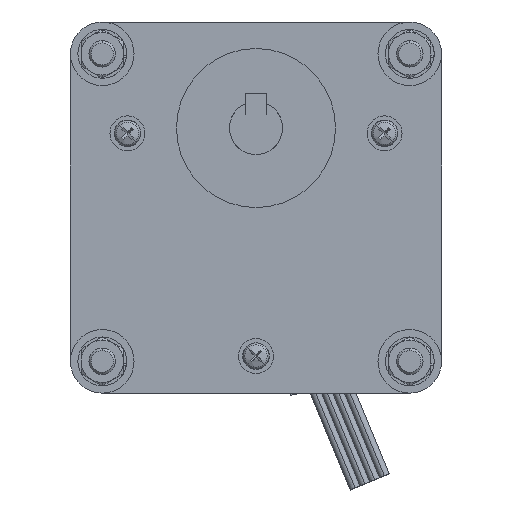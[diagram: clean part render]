
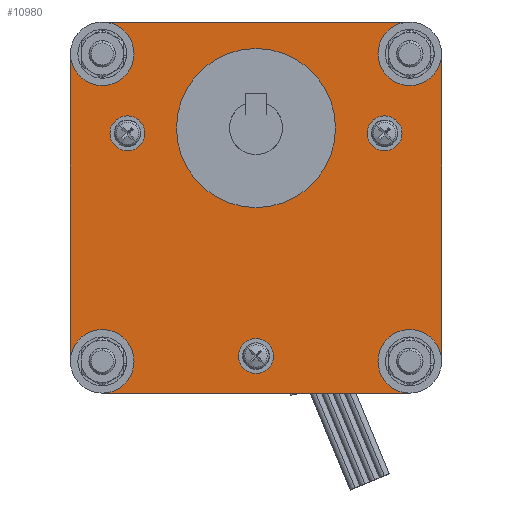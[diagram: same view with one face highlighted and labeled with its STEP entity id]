
A CAD part, left-side view. The second image highlights one B-rep face of the part: STEP entity #10980.
In plain terms, the highlighted planar face has unit normal (-1, 0, 0).
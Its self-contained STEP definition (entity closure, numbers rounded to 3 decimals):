
#10252=CARTESIAN_POINT('POINT9559',(1.,35.,-44.));
#10253=VERTEX_POINT('VERTEX9559',#10252);
#10260=CARTESIAN_POINT('POINT9560',(1.,35.,14.));
#10261=VERTEX_POINT('VERTEX9560',#10260);
#10262=CARTESIAN_POINT('POS13572',(1.,35.,14.));
#10263=DIRECTION('DIR20281',(0.,0.,-1.));
#10264=VECTOR('VEC6863',#10263,1.);
#10265=LINE('STRAIGHT6863',#10262,#10264);
#10266=EDGE_CURVE('EDGE15364',#10261,#10253,#10265,.T.);
#10282=CARTESIAN_POINT('POINT9561',(1.,29.,20.));
#10283=VERTEX_POINT('VERTEX9561',#10282);
#10306=CARTESIAN_POINT('POINT9563',(1.,29.,8.));
#10307=VERTEX_POINT('VERTEX9563',#10306);
#10308=CARTESIAN_POINT('POS13578',(1.,29.,
   14.));
#10309=DIRECTION('DIR20289',(1.,0.,0.));
#10310=DIRECTION('DIR20290',(0.,0.,-1.));
#10311=AXIS2_PLACEMENT_3D('AXIS6712',#10308,#10309,#10310);
#10312=CIRCLE('ELLIPSE2870',#10311,6.);
#10313=EDGE_CURVE('EDGE15369',#10307,#10261,#10312,.T.);
#10333=EDGE_CURVE('EDGE15371',#10283,#10307,#10312,.T.);
#10347=CARTESIAN_POINT('POINT9565',(1.,-29.,20.));
#10348=VERTEX_POINT('VERTEX9565',#10347);
#10349=CARTESIAN_POINT('POS13582',(1.,-29.,20.));
#10350=DIRECTION('DIR20295',(0.,1.,0.));
#10351=VECTOR('VEC6869',#10350,1.);
#10352=LINE('STRAIGHT6869',#10349,#10351);
#10353=EDGE_CURVE('EDGE15373',#10348,#10283,#10352,.T.);
#10369=CARTESIAN_POINT('POINT9566',(1.,-35.,14.));
#10370=VERTEX_POINT('VERTEX9566',#10369);
#10393=CARTESIAN_POINT('POINT9568',(1.,-23.,14.));
#10394=VERTEX_POINT('VERTEX9568',#10393);
#10395=CARTESIAN_POINT('POS13588',(1.,-29.,
   14.));
#10396=DIRECTION('DIR20303',(1.,0.,0.));
#10397=DIRECTION('DIR20304',(0.,0.,-1.));
#10398=AXIS2_PLACEMENT_3D('AXIS6716',#10395,#10396,#10397);
#10399=CIRCLE('ELLIPSE2872',#10398,6.);
#10400=EDGE_CURVE('EDGE15378',#10394,#10348,#10399,.T.);
#10421=EDGE_CURVE('EDGE15380',#10370,#10394,#10399,.T.);
#10442=CARTESIAN_POINT('POINT9570',(1.,29.,-50.));
#10443=VERTEX_POINT('VERTEX9570',#10442);
#10450=CARTESIAN_POINT('POINT9571',(1.,23.,-44.));
#10451=VERTEX_POINT('VERTEX9571',#10450);
#10452=CARTESIAN_POINT('POS13594',(1.,29.,-44.));
#10453=DIRECTION('DIR20312',(1.,0.,0.));
#10454=DIRECTION('DIR20313',(0.,0.,-1.));
#10455=AXIS2_PLACEMENT_3D('AXIS6719',#10452,#10453,#10454);
#10456=CIRCLE('ELLIPSE2874',#10455,6.);
#10457=EDGE_CURVE('EDGE15384',#10451,#10443,#10456,.T.);
#10478=EDGE_CURVE('EDGE15386',#10253,#10451,#10456,.T.);
#10483=CARTESIAN_POINT('POINT9572',(1.,0.,-39.7));
#10484=VERTEX_POINT('VERTEX9572',#10483);
#10491=CARTESIAN_POINT('POINT9573',(1.,
   0.,-46.3));
#10492=VERTEX_POINT('VERTEX9573',#10491);
#10493=CARTESIAN_POINT('POS13598',(1.,0.,
   -43.));
#10494=DIRECTION('DIR20318',(1.,0.,0.));
#10495=DIRECTION('DIR20319',(0.,0.,1.));
#10496=AXIS2_PLACEMENT_3D('AXIS6721',#10493,#10494,#10495);
#10497=CIRCLE('ELLIPSE2875',#10496,3.3);
#10498=EDGE_CURVE('EDGE15388',#10492,#10484,#10497,.T.);
#10518=EDGE_CURVE('EDGE15390',#10484,#10492,#10497,.T.);
#10523=CARTESIAN_POINT('POINT9574',(1.,
   -24.249,2.3));
#10524=VERTEX_POINT('VERTEX9574',#10523);
#10531=CARTESIAN_POINT('POINT9575',(1.,
   -24.249,-4.3));
#10532=VERTEX_POINT('VERTEX9575',#10531);
#10533=CARTESIAN_POINT('POS13602',(1.,
   -24.249,-1.));
#10534=DIRECTION('DIR20324',(1.,0.,0.));
#10535=DIRECTION('DIR20325',(0.,0.,1.));
#10536=AXIS2_PLACEMENT_3D('AXIS6723',#10533,#10534,#10535);
#10537=CIRCLE('ELLIPSE2876',#10536,3.3);
#10538=EDGE_CURVE('EDGE15392',#10532,#10524,#10537,.T.);
#10558=EDGE_CURVE('EDGE15394',#10524,#10532,#10537,.T.);
#10563=CARTESIAN_POINT('POINT9576',(1.,
   24.249,2.3));
#10564=VERTEX_POINT('VERTEX9576',#10563);
#10571=CARTESIAN_POINT('POINT9577',(1.,
   24.249,-4.3));
#10572=VERTEX_POINT('VERTEX9577',#10571);
#10573=CARTESIAN_POINT('POS13606',(1.,
   24.249,-1.));
#10574=DIRECTION('DIR20330',(1.,0.,0.));
#10575=DIRECTION('DIR20331',(0.,0.,1.));
#10576=AXIS2_PLACEMENT_3D('AXIS6725',#10573,#10574,#10575);
#10577=CIRCLE('ELLIPSE2877',#10576,3.3);
#10578=EDGE_CURVE('EDGE15396',#10572,#10564,#10577,.T.);
#10598=EDGE_CURVE('EDGE15398',#10564,#10572,#10577,.T.);
#10603=CARTESIAN_POINT('POINT9578',(1.,
   0.,15.));
#10604=VERTEX_POINT('VERTEX9578',#10603);
#10612=CARTESIAN_POINT('POINT9579',(1.,0.,
   -15.));
#10613=VERTEX_POINT('VERTEX9579',#10612);
#10620=CARTESIAN_POINT('POS13611',(1.,0.,
   0.));
#10621=DIRECTION('DIR20337',(1.,0.,0.));
#10622=DIRECTION('DIR20338',(0.,0.,1.));
#10623=AXIS2_PLACEMENT_3D('AXIS6727',#10620,#10621,#10622);
#10624=CIRCLE('ELLIPSE2878',#10623,15.);
#10625=EDGE_CURVE('EDGE15401',#10604,#10613,#10624,.T.);
#10636=EDGE_CURVE('EDGE15402',#10613,#10604,#10624,.T.);
#10851=CARTESIAN_POINT('POINT9591',(1.,-35.,-44.));
#10852=VERTEX_POINT('VERTEX9591',#10851);
#10853=CARTESIAN_POINT('POS13633',(1.,-35.,-15.));
#10854=DIRECTION('DIR20372',(0.,0.,1.));
#10855=VECTOR('VEC6894',#10854,1.);
#10856=LINE('STRAIGHT6894',#10853,#10855);
#10857=EDGE_CURVE('EDGE15424',#10852,#10370,#10856,.T.);
#10913=CARTESIAN_POINT('POINT9593',(1.,-29.,-50.));
#10914=VERTEX_POINT('VERTEX9593',#10913);
#10921=CARTESIAN_POINT('POS13640',(1.,29.,-50.));
#10922=DIRECTION('DIR20382',(0.,-1.,0.));
#10923=VECTOR('VEC6898',#10922,1.);
#10924=LINE('STRAIGHT6898',#10921,#10923);
#10925=EDGE_CURVE('EDGE15429',#10443,#10914,#10924,.T.);
#10936=ORIENTED_EDGE('COEDGE30832',*,*,#10636,.T.);
#10937=ORIENTED_EDGE('COEDGE30833',*,*,#10625,.T.);
#10938=EDGE_LOOP('NONE',(#10936,#10937));
#10939=FACE_BOUND('LOOP1',#10938,.T.);
#10940=ORIENTED_EDGE('COEDGE30834',*,*,#10598,.T.);
#10941=ORIENTED_EDGE('COEDGE30835',*,*,#10578,.T.);
#10942=EDGE_LOOP('NONE',(#10940,#10941));
#10943=FACE_BOUND('LOOP1',#10942,.T.);
#10944=ORIENTED_EDGE('COEDGE30836',*,*,#10558,.T.);
#10945=ORIENTED_EDGE('COEDGE30837',*,*,#10538,.T.);
#10946=EDGE_LOOP('NONE',(#10944,#10945));
#10947=FACE_BOUND('LOOP1',#10946,.T.);
#10948=ORIENTED_EDGE('COEDGE30838',*,*,#10518,.T.);
#10949=ORIENTED_EDGE('COEDGE30839',*,*,#10498,.T.);
#10950=EDGE_LOOP('NONE',(#10948,#10949));
#10951=FACE_BOUND('LOOP1',#10950,.T.);
#10952=ORIENTED_EDGE('COEDGE30840',*,*,#10478,.T.);
#10953=ORIENTED_EDGE('COEDGE30841',*,*,#10457,.T.);
#10954=ORIENTED_EDGE('COEDGE30842',*,*,#10925,.T.);
#10955=CARTESIAN_POINT('POINT9594',(1.,-29.,-38.));
#10956=VERTEX_POINT('VERTEX9594',#10955);
#10957=CARTESIAN_POINT('POS13642',(1.,-29.,-44.));
#10958=DIRECTION('DIR20385',(1.,0.,0.));
#10959=DIRECTION('DIR20386',(0.,0.,-1.));
#10960=AXIS2_PLACEMENT_3D('AXIS6744',#10957,#10958,#10959);
#10961=CIRCLE('ELLIPSE2887',#10960,6.);
#10962=EDGE_CURVE('EDGE15430',#10914,#10956,#10961,.T.);
#10963=ORIENTED_EDGE('COEDGE30843',*,*,#10962,.T.);
#10964=EDGE_CURVE('EDGE15431',#10956,#10852,#10961,.T.);
#10965=ORIENTED_EDGE('COEDGE30844',*,*,#10964,.T.);
#10966=ORIENTED_EDGE('COEDGE30845',*,*,#10857,.T.);
#10967=ORIENTED_EDGE('COEDGE30846',*,*,#10421,.T.);
#10968=ORIENTED_EDGE('COEDGE30847',*,*,#10400,.T.);
#10969=ORIENTED_EDGE('COEDGE30848',*,*,#10353,.T.);
#10970=ORIENTED_EDGE('COEDGE30849',*,*,#10333,.T.);
#10971=ORIENTED_EDGE('COEDGE30850',*,*,#10313,.T.);
#10972=ORIENTED_EDGE('COEDGE30851',*,*,#10266,.T.);
#10973=EDGE_LOOP('NONE',(#10952,#10953,#10954,#10963,#10965,#10966,
   #10967,#10968,#10969,#10970,#10971,#10972));
#10974=FACE_BOUND('LOOP1',#10973,.T.);
#10975=CARTESIAN_POINT('POS13643',(1.,0.,-15.));
#10976=DIRECTION('DIR20387',(1.,0.,0.));
#10977=DIRECTION('DIR20388',(0.,1.,0.));
#10978=AXIS2_PLACEMENT_3D('AXIS6745',#10975,#10976,#10977);
#10979=PLANE('PLANE2722',#10978);
#10980=ADVANCED_FACE('FACE6347',(#10939,#10943,#10947,#10951,#10974),
   #10979,.F.);
